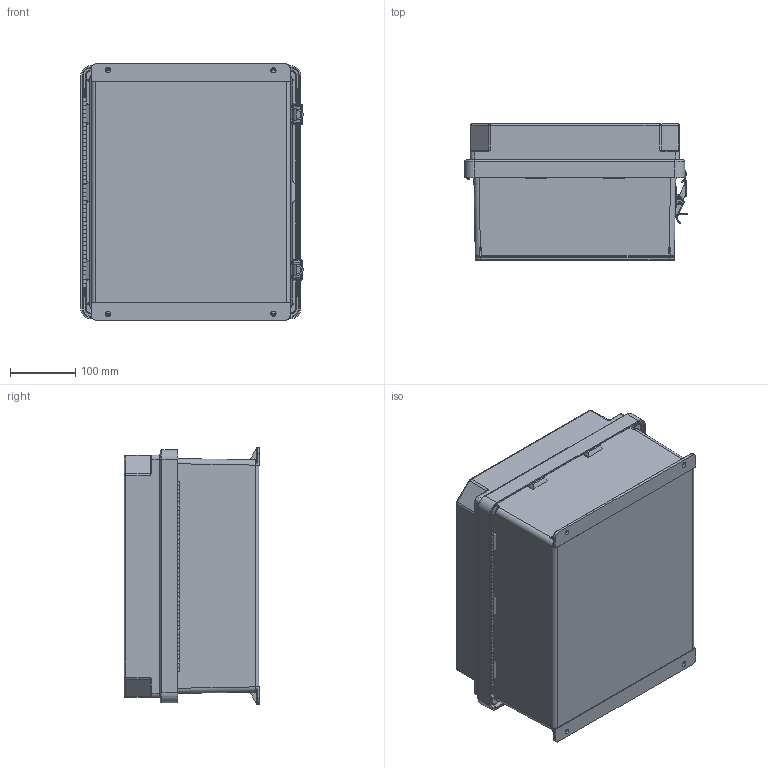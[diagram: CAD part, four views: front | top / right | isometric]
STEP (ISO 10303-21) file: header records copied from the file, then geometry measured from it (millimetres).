
FILE_DESCRIPTION (( 'STEP AP214' ), '1' );
FILE_NAME ('NBBW141207-KIT_closed.STEP', '2018-02-12T21:13:58', ( '' ), ( '' ), 'SwSTEP 2.0', 'SolidWorks 2017', '' );
FILE_SCHEMA (( 'AUTOMOTIVE_DESIGN' ));
Length unit declared in the file: inch
Products named in the file (10): NBBW141207-KIT_closed; 10-32 NEMA PLATE SCREW; XFW-0002; HGX-NPLATE01; NBW141207_ClearDoorInsert; NB141207-DoorClasp-2; NB141207-DoorClasp-1; NBBW141207-Lid-2; NB141207-Hinge; NBB141207-Box
Assembly tree (18 placements, depth 2):
  NBBW141207-KIT_closed
    NBB141207-Box
    NB141207-Hinge  x2
    NBBW141207-Lid-2
    NB141207-DoorClasp-1  x2
    NB141207-DoorClasp-2  x2
    NBW141207_ClearDoorInsert
    HGX-NPLATE01
    XFW-0002  x4
    10-32 NEMA PLATE SCREW  x4
Bounding box: 341.91 x 208.71 x 394 mm (x, y, z)
Volume: 2435165.2 mm3; surface area: 1381484.9 mm2
Topology: 24 solids, 24 shells, 1798 faces, 4750 edges, 2998 vertices
Faces by surface type: cylinder 782, plane 686, bspline 148, torus 108, cone 66, sphere 8
Full cylindrical faces by diameter (mm): 3.15 x4, 3.175 x20, 3.302 x4, 4.064 x4, 5.3 x2, 6.35 x4, 6.5 x4, 8 x4, 8.928 x4, 9.296 x4, 9.525 x4, 10 x4, 11.024 x2
Entity records: 40083 total; most frequent: CARTESIAN_POINT 12254, ORIENTED_EDGE 5844, DIRECTION 5471, EDGE_CURVE 2922, AXIS2_PLACEMENT_3D 1995, VERTEX_POINT 1866, VECTOR 1481, LINE 1481
